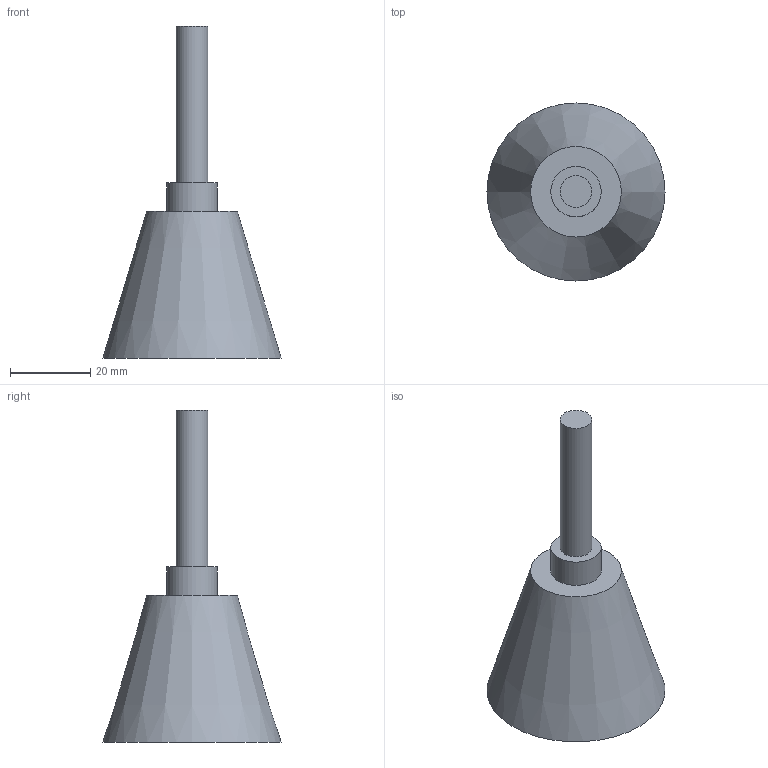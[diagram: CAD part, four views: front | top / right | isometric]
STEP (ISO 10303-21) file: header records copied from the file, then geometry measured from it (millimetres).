
FILE_DESCRIPTION(('Open CASCADE Model'),'2;1');
FILE_NAME('Open CASCADE Shape Model','2025-07-01T18:56:13',('Author'),( 'Open CASCADE'),'Open CASCADE STEP processor 7.5','Open CASCADE 7.5' ,'Unknown');
FILE_SCHEMA(('CONFIG_CONTROL_DESIGN'));
Length unit declared in the file: millimetre
Products named in the file (1): Open CASCADE STEP translator 7.5 6
Bounding box: 44.48 x 44.48 x 82.93 mm (x, y, z)
Volume: 36361.9 mm3; surface area: 7242.3 mm2
Topology: 1 solids, 1 shells, 7 faces, 9 edges, 6 vertices
Faces by surface type: plane 4, cylinder 2, cone 1
Full cylindrical faces by diameter (mm): 7.912 x1, 12.608 x1
Entity records: 306 total; most frequent: DIRECTION 49, CARTESIAN_POINT 41, ORIENTED_EDGE 18, PCURVE 18, DEFINITIONAL_REPRESENTATION 18, LINE 15, VECTOR 15, AXIS2_PLACEMENT_3D 14
